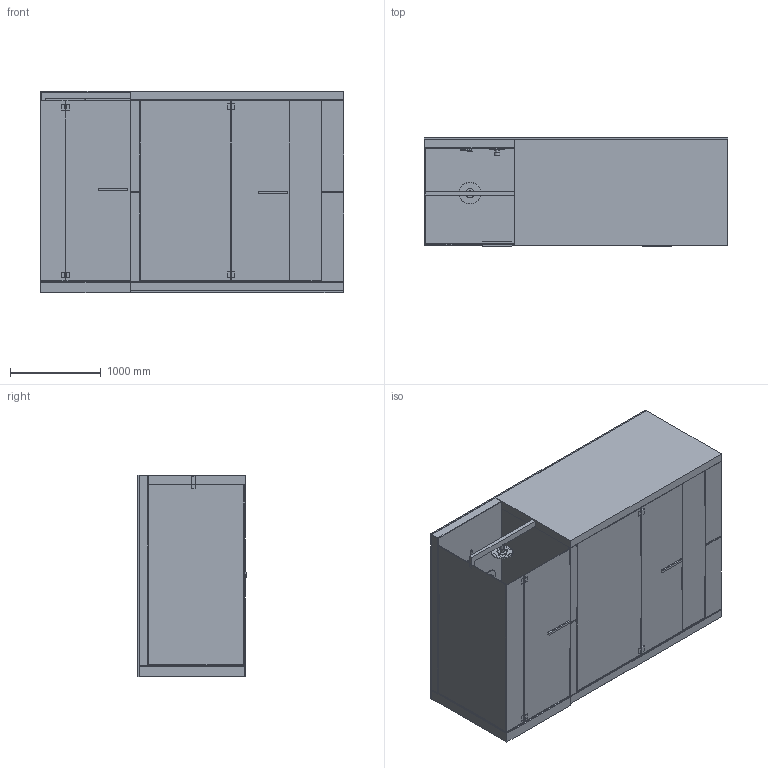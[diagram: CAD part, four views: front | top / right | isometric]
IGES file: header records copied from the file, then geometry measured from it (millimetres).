
Global section: file name: No Iges File Name specified; native system: Autodesk Inventor 2011; preprocessor: AutoDesk Inventor Iges Exporter R2011; author: Administrator; date: 20141202.191244; units: millimetre
Bounding box: 3350.09 x 1198.58 x 2220.07 mm (x, y, z)
Volume: 2240582345 mm3; surface area: 89493442.7 mm2
Topology: 104 solids, 105 shells, 1476 faces, 3119 edges, 2047 vertices
Faces by surface type: plane 963, revolution 435, cylinder 50, torus 18, bspline 8, cone 2
